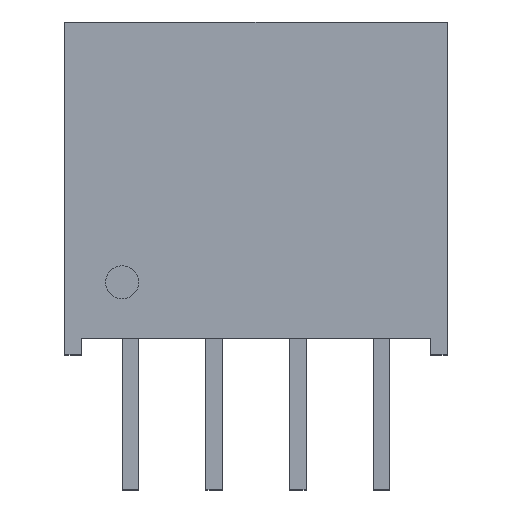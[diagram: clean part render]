
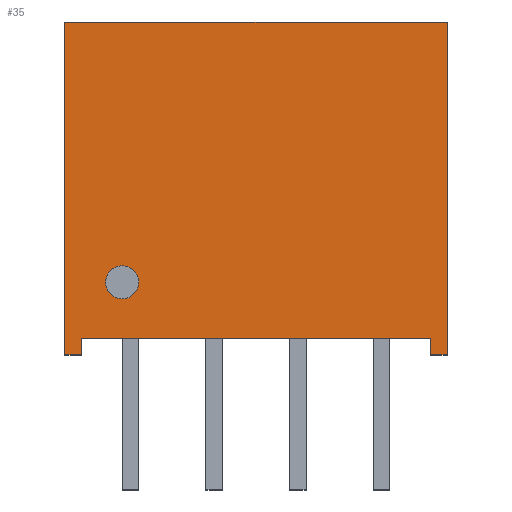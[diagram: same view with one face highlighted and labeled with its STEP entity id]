
A CAD part, top view. The second image highlights one B-rep face of the part: STEP entity #35.
In plain terms, the highlighted planar face has unit normal (0, 0, 1).
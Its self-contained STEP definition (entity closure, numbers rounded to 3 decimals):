
#8 = VERTEX_POINT ( 'NONE', #971 ) ;
#11 = VECTOR ( 'NONE', #887, 1000. ) ;
#27 = AXIS2_PLACEMENT_3D ( 'NONE', #327, #150, #879 ) ;
#35 = ADVANCED_FACE ( 'NONE', ( #1013, #736 ), #546, .T. ) ;
#49 = EDGE_CURVE ( 'NONE', #1026, #1002, #585, .T. ) ;
#56 = DIRECTION ( 'NONE',  ( 0., 0., 1. ) ) ;
#71 = ORIENTED_EDGE ( 'NONE', *, *, #90, .T. ) ;
#90 = EDGE_CURVE ( 'NONE', #561, #520, #1068, .T. ) ;
#109 = CARTESIAN_POINT ( 'NONE',  ( -5.8, 10.1, 3. ) ) ;
#125 = ORIENTED_EDGE ( 'NONE', *, *, #1096, .T. ) ;
#137 = ORIENTED_EDGE ( 'NONE', *, *, #1021, .T. ) ;
#150 = DIRECTION ( 'NONE',  ( 0., 0., 1. ) ) ;
#163 = DIRECTION ( 'NONE',  ( 1., 0., 0. ) ) ;
#188 = VECTOR ( 'NONE', #993, 1000. ) ;
#215 = VERTEX_POINT ( 'NONE', #292 ) ;
#226 = VECTOR ( 'NONE', #1095, 1000. ) ;
#230 = ORIENTED_EDGE ( 'NONE', *, *, #49, .T. ) ;
#239 = CARTESIAN_POINT ( 'NONE',  ( 5.8, 10.1, 3. ) ) ;
#247 = VERTEX_POINT ( 'NONE', #933 ) ;
#252 = EDGE_CURVE ( 'NONE', #8, #505, #727, .T. ) ;
#259 = DIRECTION ( 'NONE',  ( 0., 0., 1. ) ) ;
#268 = ORIENTED_EDGE ( 'NONE', *, *, #338, .T. ) ;
#292 = CARTESIAN_POINT ( 'NONE',  ( -5.8, 0., 3. ) ) ;
#293 = CARTESIAN_POINT ( 'NONE',  ( -5.3, 0., 3. ) ) ;
#295 = ORIENTED_EDGE ( 'NONE', *, *, #806, .T. ) ;
#296 = DIRECTION ( 'NONE',  ( -1., 0., 0. ) ) ;
#327 = CARTESIAN_POINT ( 'NONE',  ( -4.06, 2.2, 3. ) ) ;
#338 = EDGE_CURVE ( 'NONE', #505, #215, #614, .T. ) ;
#356 = CARTESIAN_POINT ( 'NONE',  ( -5.3, 0.5, 3. ) ) ;
#441 = VECTOR ( 'NONE', #892, 1000. ) ;
#462 = LINE ( 'NONE', #983, #11 ) ;
#479 = LINE ( 'NONE', #533, #441 ) ;
#487 = ORIENTED_EDGE ( 'NONE', *, *, #706, .T. ) ;
#488 = VERTEX_POINT ( 'NONE', #627 ) ;
#499 = AXIS2_PLACEMENT_3D ( 'NONE', #713, #259, #163 ) ;
#505 = VERTEX_POINT ( 'NONE', #814 ) ;
#506 = CARTESIAN_POINT ( 'NONE',  ( 5.8, 0., 3. ) ) ;
#520 = VERTEX_POINT ( 'NONE', #1162 ) ;
#533 = CARTESIAN_POINT ( 'NONE',  ( -5.3, 0.5, 3. ) ) ;
#541 = CARTESIAN_POINT ( 'NONE',  ( 5.8, 0., 3. ) ) ;
#546 = PLANE ( 'NONE',  #499 ) ;
#552 = LINE ( 'NONE', #1034, #1011 ) ;
#558 = ORIENTED_EDGE ( 'NONE', *, *, #252, .T. ) ;
#561 = VERTEX_POINT ( 'NONE', #293 ) ;
#566 = CARTESIAN_POINT ( 'NONE',  ( -5.8, 10.1, 3. ) ) ;
#574 = CIRCLE ( 'NONE', #27, 0.5 ) ;
#585 = LINE ( 'NONE', #541, #875 ) ;
#588 = ORIENTED_EDGE ( 'NONE', *, *, #685, .F. ) ;
#590 = LINE ( 'NONE', #239, #188 ) ;
#614 = LINE ( 'NONE', #566, #703 ) ;
#627 = CARTESIAN_POINT ( 'NONE',  ( -3.56, 2.2, 3. ) ) ;
#652 = EDGE_LOOP ( 'NONE', ( #902, #588 ) ) ;
#670 = DIRECTION ( 'NONE',  ( 1., 0., 0. ) ) ;
#685 = EDGE_CURVE ( 'NONE', #247, #488, #574, .T. ) ;
#691 = DIRECTION ( 'NONE',  ( 1., 0., 0. ) ) ;
#703 = VECTOR ( 'NONE', #923, 1000. ) ;
#706 = EDGE_CURVE ( 'NONE', #852, #1026, #462, .T. ) ;
#713 = CARTESIAN_POINT ( 'NONE',  ( 0., -4.1, 3. ) ) ;
#718 = EDGE_LOOP ( 'NONE', ( #268, #295, #71, #125, #487, #230, #137, #558 ) ) ;
#727 = LINE ( 'NONE', #109, #754 ) ;
#736 = FACE_OUTER_BOUND ( 'NONE', #718, .T. ) ;
#754 = VECTOR ( 'NONE', #296, 1000. ) ;
#780 = CARTESIAN_POINT ( 'NONE',  ( 5.3, 0., 3. ) ) ;
#806 = EDGE_CURVE ( 'NONE', #215, #561, #552, .T. ) ;
#814 = CARTESIAN_POINT ( 'NONE',  ( -5.8, 10.1, 3. ) ) ;
#823 = CIRCLE ( 'NONE', #904, 0.5 ) ;
#852 = VERTEX_POINT ( 'NONE', #940 ) ;
#875 = VECTOR ( 'NONE', #909, 1000. ) ;
#879 = DIRECTION ( 'NONE',  ( 1., 0., 0. ) ) ;
#887 = DIRECTION ( 'NONE',  ( 0., -1., 0. ) ) ;
#892 = DIRECTION ( 'NONE',  ( 1., 0., 0. ) ) ;
#902 = ORIENTED_EDGE ( 'NONE', *, *, #986, .F. ) ;
#904 = AXIS2_PLACEMENT_3D ( 'NONE', #1146, #56, #691 ) ;
#909 = DIRECTION ( 'NONE',  ( 1., 0., 0. ) ) ;
#923 = DIRECTION ( 'NONE',  ( 0., -1., 0. ) ) ;
#933 = CARTESIAN_POINT ( 'NONE',  ( -4.56, 2.2, 3. ) ) ;
#940 = CARTESIAN_POINT ( 'NONE',  ( 5.3, 0.5, 3. ) ) ;
#971 = CARTESIAN_POINT ( 'NONE',  ( 5.8, 10.1, 3. ) ) ;
#983 = CARTESIAN_POINT ( 'NONE',  ( 5.3, 0.5, 3. ) ) ;
#986 = EDGE_CURVE ( 'NONE', #488, #247, #823, .T. ) ;
#993 = DIRECTION ( 'NONE',  ( 0., 1., 0. ) ) ;
#1002 = VERTEX_POINT ( 'NONE', #506 ) ;
#1011 = VECTOR ( 'NONE', #670, 1000. ) ;
#1013 = FACE_BOUND ( 'NONE', #652, .T. ) ;
#1021 = EDGE_CURVE ( 'NONE', #1002, #8, #590, .T. ) ;
#1026 = VERTEX_POINT ( 'NONE', #780 ) ;
#1034 = CARTESIAN_POINT ( 'NONE',  ( -5.8, 0., 3. ) ) ;
#1068 = LINE ( 'NONE', #356, #226 ) ;
#1095 = DIRECTION ( 'NONE',  ( 0., 1., 0. ) ) ;
#1096 = EDGE_CURVE ( 'NONE', #520, #852, #479, .T. ) ;
#1146 = CARTESIAN_POINT ( 'NONE',  ( -4.06, 2.2, 3. ) ) ;
#1162 = CARTESIAN_POINT ( 'NONE',  ( -5.3, 0.5, 3. ) ) ;
